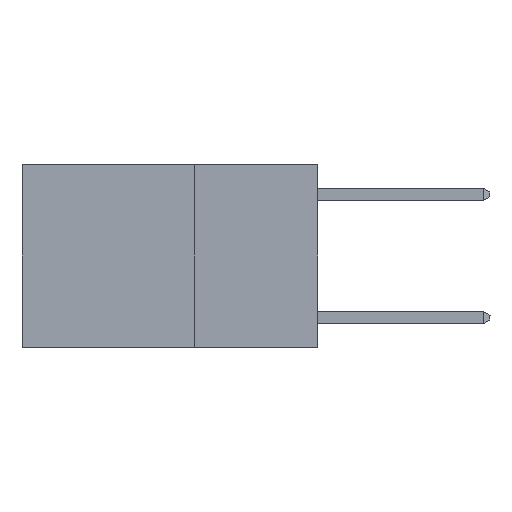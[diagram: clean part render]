
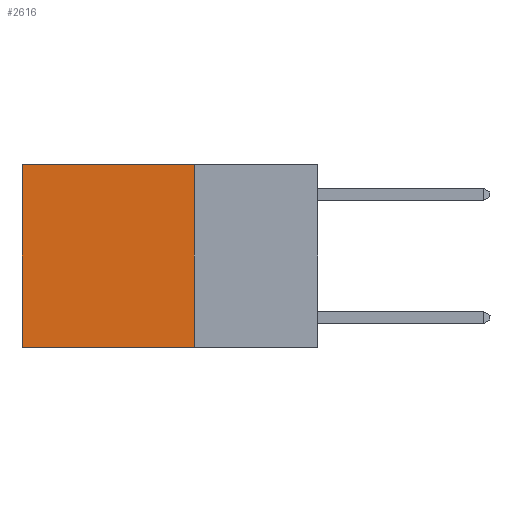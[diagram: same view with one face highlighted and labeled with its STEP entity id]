
A CAD part, left-side view. The second image highlights one B-rep face of the part: STEP entity #2616.
In plain terms, the highlighted planar face has unit normal (-1, 0, 0).
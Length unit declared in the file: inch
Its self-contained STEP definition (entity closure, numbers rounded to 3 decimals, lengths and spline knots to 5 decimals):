
#478 = VERTEX_POINT ( 'NONE', #9511 ) ;
#606 = PLANE ( 'NONE',  #12625 ) ;
#793 = VECTOR ( 'NONE', #3438, 39.37008 ) ;
#821 = VERTEX_POINT ( 'NONE', #13104 ) ;
#1151 = ORIENTED_EDGE ( 'NONE', *, *, #13273, .F. ) ;
#2313 = DIRECTION ( 'NONE',  ( 0., 0., -1. ) ) ;
#2506 = FACE_OUTER_BOUND ( 'NONE', #2561, .T. ) ;
#2561 = EDGE_LOOP ( 'NONE', ( #15269, #1151, #3015, #5522 ) ) ;
#2616 = ADVANCED_FACE ( 'NONE', ( #2506 ), #606, .F. ) ;
#3015 = ORIENTED_EDGE ( 'NONE', *, *, #16892, .F. ) ;
#3438 = DIRECTION ( 'NONE',  ( 0., 1., 0. ) ) ;
#3552 = LINE ( 'NONE', #12308, #10973 ) ;
#4340 = LINE ( 'NONE', #9436, #793 ) ;
#4596 = EDGE_CURVE ( 'NONE', #478, #8987, #4340, .T. ) ;
#5151 = DIRECTION ( 'NONE',  ( 0., 0., -1. ) ) ;
#5522 = ORIENTED_EDGE ( 'NONE', *, *, #4596, .T. ) ;
#6767 = CARTESIAN_POINT ( 'NONE',  ( 0.2625, 0.25, 0. ) ) ;
#7019 = EDGE_CURVE ( 'NONE', #8987, #821, #19273, .T. ) ;
#7822 = VECTOR ( 'NONE', #2313, 39.37008 ) ;
#8051 = CARTESIAN_POINT ( 'NONE',  ( 0.2625, 0.25, 0. ) ) ;
#8987 = VERTEX_POINT ( 'NONE', #12858 ) ;
#9436 = CARTESIAN_POINT ( 'NONE',  ( 0.2625, 0.25, 0. ) ) ;
#9511 = CARTESIAN_POINT ( 'NONE',  ( 0.2625, 0.25, 0. ) ) ;
#10908 = CARTESIAN_POINT ( 'NONE',  ( 0.2625, 0.25, -0.37 ) ) ;
#10973 = VECTOR ( 'NONE', #13824, 39.37008 ) ;
#11101 = DIRECTION ( 'NONE',  ( 0., 0., -1. ) ) ;
#12308 = CARTESIAN_POINT ( 'NONE',  ( 0.2625, 0.25, -0.37 ) ) ;
#12625 = AXIS2_PLACEMENT_3D ( 'NONE', #8051, #14024, #5151 ) ;
#12858 = CARTESIAN_POINT ( 'NONE',  ( 0.2625, 0.6, 0. ) ) ;
#13104 = CARTESIAN_POINT ( 'NONE',  ( 0.2625, 0.6, -0.37 ) ) ;
#13273 = EDGE_CURVE ( 'NONE', #13296, #821, #3552, .T. ) ;
#13296 = VERTEX_POINT ( 'NONE', #10908 ) ;
#13824 = DIRECTION ( 'NONE',  ( 0., 1., 0. ) ) ;
#14024 = DIRECTION ( 'NONE',  ( 1., 0., 0. ) ) ;
#14100 = CARTESIAN_POINT ( 'NONE',  ( 0.2625, 0.6, 0. ) ) ;
#15269 = ORIENTED_EDGE ( 'NONE', *, *, #7019, .T. ) ;
#15734 = LINE ( 'NONE', #6767, #7822 ) ;
#16892 = EDGE_CURVE ( 'NONE', #478, #13296, #15734, .T. ) ;
#18842 = VECTOR ( 'NONE', #11101, 39.37008 ) ;
#19273 = LINE ( 'NONE', #14100, #18842 ) ;
